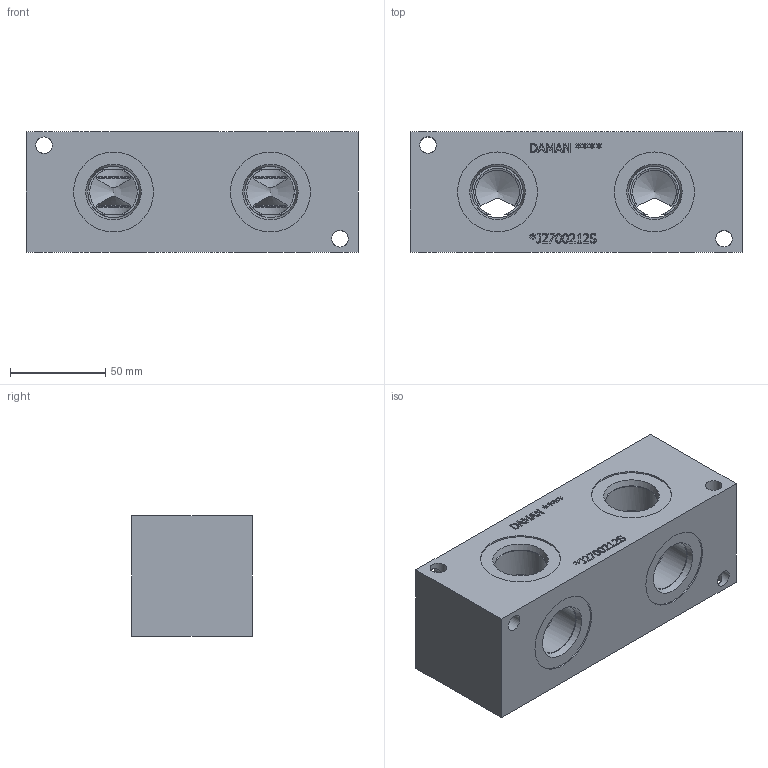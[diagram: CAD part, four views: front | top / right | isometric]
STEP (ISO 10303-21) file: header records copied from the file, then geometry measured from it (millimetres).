
FILE_DESCRIPTION(/* description */ (''),/* implementation_level */ '2;1');
FILE_NAME(/* name */ '_J2700212S.stp',/* time_stamp */ '2020-05-05T11:16:10-04:00',/* author */ ('devonn'),/* organization */ (''),/* preprocessor_version */ 'ST-DEVELOPER v17',/* originating_system */ 'Autodesk Inventor 2019',/* authorisation */ '');
FILE_SCHEMA (('AUTOMOTIVE_DESIGN { 1 0 10303 214 3 1 1 }'));
Length unit declared in the file: millimetre
Products named in the file (1): Part_DJ2700212S_3D
Bounding box: 174.62 x 63.5 x 63.5 mm (x, y, z)
Volume: 599675.2 mm3; surface area: 69251.8 mm2
Topology: 1 solids, 1 shells, 378 faces, 1058 edges, 700 vertices
Faces by surface type: plane 231, bspline 87, cylinder 38, cone 22
Full cylindrical faces by diameter (mm): 8.738 x8, 26.99 x1, 27 x5, 27.432 x6, 42.037 x6
Entity records: 12985 total; most frequent: CARTESIAN_POINT 3413, ORIENTED_EDGE 2104, DIRECTION 1580, EDGE_CURVE 1052, LINE 714, VECTOR 714, VERTEX_POINT 700, AXIS2_PLACEMENT_3D 433
